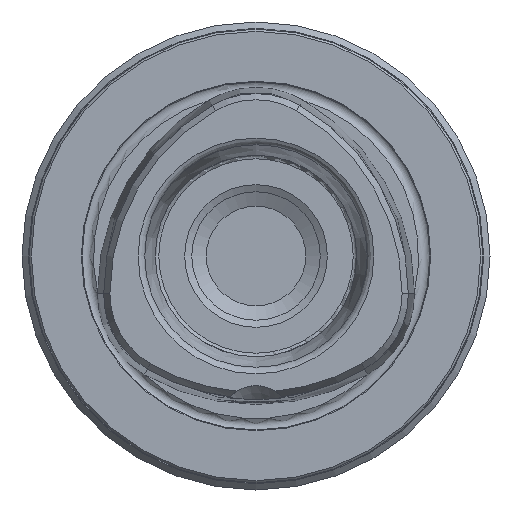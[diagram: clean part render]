
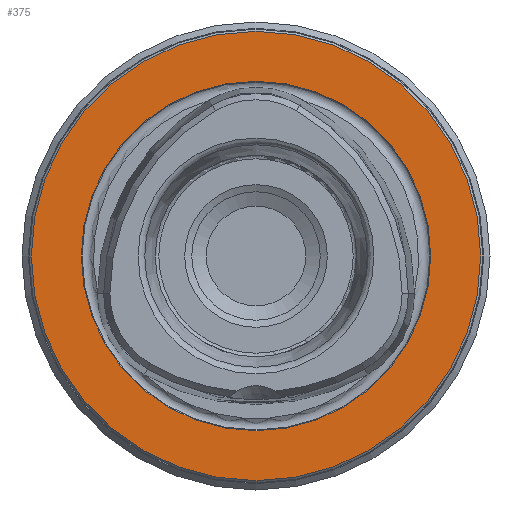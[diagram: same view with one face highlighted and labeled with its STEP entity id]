
A CAD part, left-side view. The second image highlights one B-rep face of the part: STEP entity #375.
In plain terms, the highlighted planar face has unit normal (-1, 0, 0).
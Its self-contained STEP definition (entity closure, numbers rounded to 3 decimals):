
#375 = ADVANCED_FACE( '', ( #872, #873 ), #874, .T. );
#872 = FACE_OUTER_BOUND( '', #1625, .T. );
#873 = FACE_BOUND( '', #1626, .T. );
#874 = PLANE( '', #1627 );
#1625 = EDGE_LOOP( '', ( #2413 ) );
#1626 = EDGE_LOOP( '', ( #2414 ) );
#1627 = AXIS2_PLACEMENT_3D( '', #2415, #2416, #2417 );
#2413 = ORIENTED_EDGE( '', *, *, #4040, .T. );
#2414 = ORIENTED_EDGE( '', *, *, #4041, .F. );
#2415 = CARTESIAN_POINT( '', ( 0., 0., 24.2 ) );
#2416 = DIRECTION( '', ( -1., 0., 0. ) );
#2417 = DIRECTION( '', ( 0., 0., 1. ) );
#4040 = EDGE_CURVE( '', #4698, #4698, #4699, .T. );
#4041 = EDGE_CURVE( '', #4700, #4700, #4701, .T. );
#4698 = VERTEX_POINT( '', #5766 );
#4699 = CIRCLE( '', #5767, 31.2 );
#4700 = VERTEX_POINT( '', #5768 );
#4701 = CIRCLE( '', #5769, 24.264 );
#5766 = CARTESIAN_POINT( '', ( 0., 0., 31.2 ) );
#5767 = AXIS2_PLACEMENT_3D( '', #7422, #7423, #7424 );
#5768 = CARTESIAN_POINT( '', ( 0., 0., 24.264 ) );
#5769 = AXIS2_PLACEMENT_3D( '', #7425, #7426, #7427 );
#7422 = CARTESIAN_POINT( '', ( 0., 0., 0. ) );
#7423 = DIRECTION( '', ( -1., 0., 0. ) );
#7424 = DIRECTION( '', ( 0., 0., 1. ) );
#7425 = CARTESIAN_POINT( '', ( 0., 0., 0. ) );
#7426 = DIRECTION( '', ( -1., 0., 0. ) );
#7427 = DIRECTION( '', ( 0., 0., 1. ) );
